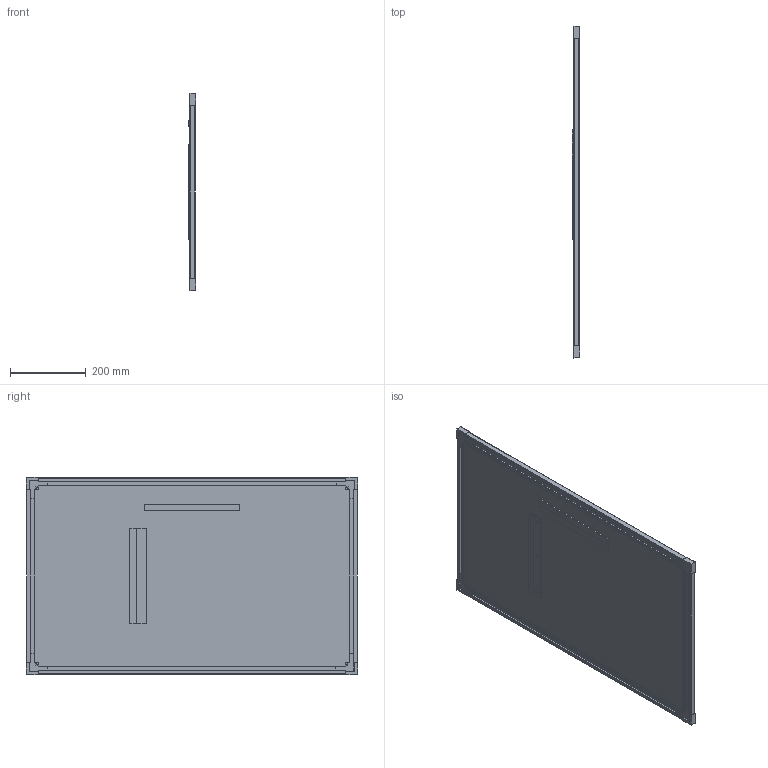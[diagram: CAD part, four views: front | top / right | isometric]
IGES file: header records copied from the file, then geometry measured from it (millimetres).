
Start section:  PTC IGES file: 3041.igs
Global section: file name: 3041.igs; native system: Creo Parametric by PTC Inc.; preprocessor: 2018400; author: jinson.thomas; organization: Unknown; date: 20210622.105047; units: inch
Bounding box: 19.35 x 877.82 x 522.22 mm (x, y, z)
Volume: 2706332.8 mm3; surface area: 1897840.4 mm2
Topology: 1 solids, 1 shells, 348 faces, 947 edges, 586 vertices
Faces by surface type: bspline 270, revolution 78
